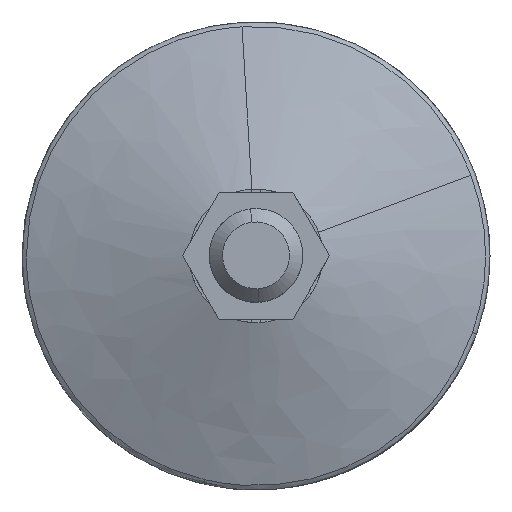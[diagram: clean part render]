
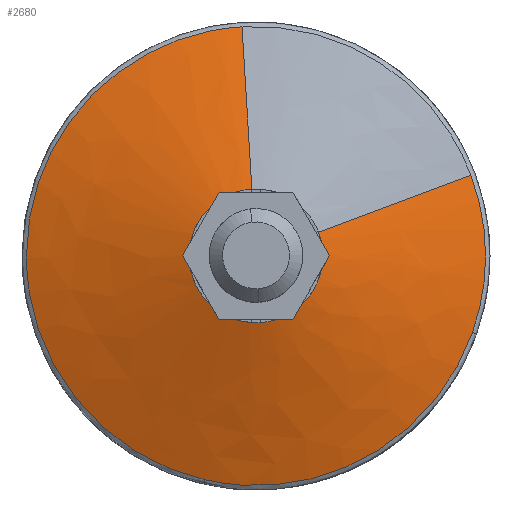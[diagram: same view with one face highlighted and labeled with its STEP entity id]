
A CAD part, top view. The second image highlights one B-rep face of the part: STEP entity #2680.
In plain terms, the highlighted free-form (B-spline) face has degree [2, 1] with [9, 2] control points.
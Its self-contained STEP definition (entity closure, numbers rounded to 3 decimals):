
#2431=CARTESIAN_POINT('',(0.61,-9.981,22.5));
#2432=VERTEX_POINT('',#2431);
#2438=CARTESIAN_POINT('',(10.0,0.0,22.5));
#2439=VERTEX_POINT('',#2438);
#2440=CARTESIAN_POINT('',(10.0,0.0,22.5));
#2441=CARTESIAN_POINT('',(10.0,-9.407,22.5));
#2442=CARTESIAN_POINT('',(0.61,-9.981,22.5));
#2450=(BOUNDED_CURVE()B_SPLINE_CURVE(2,(#2440,#2441,#2442),.UNSPECIFIED.,.F.,.U.)B_SPLINE_CURVE_WITH_KNOTS((3,3),(0.5,0.739),.UNSPECIFIED.)CURVE()GEOMETRIC_REPRESENTATION_ITEM()RATIONAL_B_SPLINE_CURVE((1.0,0.72,0.976))REPRESENTATION_ITEM(''));
#2451=EDGE_CURVE('',#2439,#2432,#2450,.T.);
#2453=CARTESIAN_POINT('',(9.361,3.516,22.5));
#2454=VERTEX_POINT('',#2453);
#2455=CARTESIAN_POINT('',(9.361,3.516,22.5));
#2456=CARTESIAN_POINT('',(10.0,1.816,22.5));
#2457=CARTESIAN_POINT('',(10.0,0.0,22.5));
#2465=(BOUNDED_CURVE()B_SPLINE_CURVE(2,(#2455,#2456,#2457),.UNSPECIFIED.,.F.,.U.)B_SPLINE_CURVE_WITH_KNOTS((3,3),(0.44,0.5),.UNSPECIFIED.)CURVE()GEOMETRIC_REPRESENTATION_ITEM()RATIONAL_B_SPLINE_CURVE((0.893,0.93,1.0))REPRESENTATION_ITEM(''));
#2466=EDGE_CURVE('',#2454,#2439,#2465,.T.);
#2468=CARTESIAN_POINT('',(-0.61,9.981,22.5));
#2469=VERTEX_POINT('',#2468);
#2485=CARTESIAN_POINT('',(-10.0,0.0,22.5));
#2486=VERTEX_POINT('',#2485);
#2487=CARTESIAN_POINT('',(-10.0,0.0,22.5));
#2488=CARTESIAN_POINT('',(-10.0,9.407,22.5));
#2489=CARTESIAN_POINT('',(-0.61,9.981,22.5));
#2497=(BOUNDED_CURVE()B_SPLINE_CURVE(2,(#2487,#2488,#2489),.UNSPECIFIED.,.F.,.U.)B_SPLINE_CURVE_WITH_KNOTS((3,3),(0.0,0.239),.UNSPECIFIED.)CURVE()GEOMETRIC_REPRESENTATION_ITEM()RATIONAL_B_SPLINE_CURVE((1.0,0.72,0.976))REPRESENTATION_ITEM(''));
#2498=EDGE_CURVE('',#2486,#2469,#2497,.T.);
#2500=CARTESIAN_POINT('',(-9.361,-3.516,22.5));
#2501=VERTEX_POINT('',#2500);
#2502=CARTESIAN_POINT('',(-9.361,-3.516,22.5));
#2503=CARTESIAN_POINT('',(-10.0,-1.816,22.5));
#2504=CARTESIAN_POINT('',(-10.0,0.0,22.5));
#2512=(BOUNDED_CURVE()B_SPLINE_CURVE(2,(#2502,#2503,#2504),.UNSPECIFIED.,.F.,.U.)B_SPLINE_CURVE_WITH_KNOTS((3,3),(0.94,1.0),.UNSPECIFIED.)CURVE()GEOMETRIC_REPRESENTATION_ITEM()RATIONAL_B_SPLINE_CURVE((0.893,0.93,1.0))REPRESENTATION_ITEM(''));
#2513=EDGE_CURVE('',#2501,#2486,#2512,.T.);
#2539=CARTESIAN_POINT('',(0.61,-9.981,22.5));
#2540=CARTESIAN_POINT('',(0.306,-10.0,22.5));
#2541=CARTESIAN_POINT('',(0.0,-10.0,22.5));
#2542=CARTESIAN_POINT('',(-6.926,-10.0,22.5));
#2543=CARTESIAN_POINT('',(-9.361,-3.516,22.5));
#2551=(BOUNDED_CURVE()B_SPLINE_CURVE(2,(#2539,#2540,#2541,#2542,#2543),.UNSPECIFIED.,.F.,.U.)B_SPLINE_CURVE_WITH_KNOTS((3,2,3),(0.739,0.75,0.94),.UNSPECIFIED.)CURVE()GEOMETRIC_REPRESENTATION_ITEM()RATIONAL_B_SPLINE_CURVE((0.976,0.988,1.0,0.777,0.893))REPRESENTATION_ITEM(''));
#2552=EDGE_CURVE('',#2432,#2501,#2551,.T.);
#2558=CARTESIAN_POINT('',(8.792,3.302,22.719));
#2559=CARTESIAN_POINT('',(9.288,1.982,22.719));
#2560=CARTESIAN_POINT('',(9.374,0.573,22.719));
#2561=CARTESIAN_POINT('',(9.947,-8.801,22.719));
#2562=CARTESIAN_POINT('',(0.573,-9.374,22.719));
#2563=CARTESIAN_POINT('',(-8.801,-9.947,22.719));
#2564=CARTESIAN_POINT('',(-9.374,-0.573,22.719));
#2565=CARTESIAN_POINT('',(-9.947,8.801,22.719));
#2566=CARTESIAN_POINT('',(-0.573,9.374,22.719));
#2567=CARTESIAN_POINT('',(32.73,12.293,13.514));
#2568=CARTESIAN_POINT('',(34.577,7.377,13.514));
#2569=CARTESIAN_POINT('',(34.897,2.134,13.514));
#2570=CARTESIAN_POINT('',(37.032,-32.763,13.514));
#2571=CARTESIAN_POINT('',(2.134,-34.897,13.514));
#2572=CARTESIAN_POINT('',(-32.763,-37.032,13.514));
#2573=CARTESIAN_POINT('',(-34.897,-2.134,13.514));
#2574=CARTESIAN_POINT('',(-37.032,32.763,13.514));
#2575=CARTESIAN_POINT('',(-2.134,34.897,13.514));
#2583=(BOUNDED_SURFACE()B_SPLINE_SURFACE(2,1,((#2558,#2567),(#2559,#2568),(#2560,#2569),(#2561,#2570),(#2562,#2571),(#2563,#2572),(#2564,#2573),(#2565,#2574),(#2566,#2575)),.UNSPECIFIED.,.F.,.F.,.U.)B_SPLINE_SURFACE_WITH_KNOTS((3,2,2,2,3),(2,2),(0.0,11.586,69.513,127.441,185.368),(0.0,27.177),.UNSPECIFIED.)GEOMETRIC_REPRESENTATION_ITEM()RATIONAL_B_SPLINE_SURFACE(((0.906,0.906),(0.941,0.941),(1.0,1.0),(0.707,0.707),(1.0,1.0),(0.707,0.707),(1.0,1.0),(0.707,0.707),(1.0,1.0)))REPRESENTATION_ITEM('')SURFACE());
#2584=ORIENTED_EDGE('',*,*,#2466,.T.);
#2585=ORIENTED_EDGE('',*,*,#2451,.T.);
#2586=ORIENTED_EDGE('',*,*,#2552,.T.);
#2587=ORIENTED_EDGE('',*,*,#2513,.T.);
#2588=ORIENTED_EDGE('',*,*,#2498,.T.);
#2589=CARTESIAN_POINT('',(-2.096,34.275,13.738));
#2590=VERTEX_POINT('',#2589);
#2591=CARTESIAN_POINT('',(-0.61,9.981,22.5));
#2592=CARTESIAN_POINT('',(-2.096,34.275,13.738));
#2593=QUASI_UNIFORM_CURVE('',1,(#2591,#2592),.UNSPECIFIED.,.F.,.U.);
#2594=EDGE_CURVE('',#2469,#2590,#2593,.T.);
#2595=ORIENTED_EDGE('',*,*,#2594,.T.);
#2596=CARTESIAN_POINT('',(-34.339,0.0,13.738));
#2597=VERTEX_POINT('',#2596);
#2598=CARTESIAN_POINT('',(-34.339,0.0,13.738));
#2599=CARTESIAN_POINT('',(-34.339,32.303,13.738));
#2600=CARTESIAN_POINT('',(-2.096,34.275,13.738));
#2608=(BOUNDED_CURVE()B_SPLINE_CURVE(2,(#2598,#2599,#2600),.UNSPECIFIED.,.F.,.U.)B_SPLINE_CURVE_WITH_KNOTS((3,3),(0.0,0.239),.UNSPECIFIED.)CURVE()GEOMETRIC_REPRESENTATION_ITEM()RATIONAL_B_SPLINE_CURVE((1.0,0.72,0.976))REPRESENTATION_ITEM(''));
#2609=EDGE_CURVE('',#2597,#2590,#2608,.T.);
#2610=ORIENTED_EDGE('',*,*,#2609,.F.);
#2611=CARTESIAN_POINT('',(-7.613,-33.484,13.738));
#2612=VERTEX_POINT('',#2611);
#2613=CARTESIAN_POINT('',(-7.613,-33.484,13.738));
#2614=CARTESIAN_POINT('',(-34.339,-27.408,13.738));
#2615=CARTESIAN_POINT('',(-34.339,0.0,13.738));
#2623=(BOUNDED_CURVE()B_SPLINE_CURVE(2,(#2613,#2614,#2615),.UNSPECIFIED.,.F.,.U.)B_SPLINE_CURVE_WITH_KNOTS((3,3),(0.788,1.0),.UNSPECIFIED.)CURVE()GEOMETRIC_REPRESENTATION_ITEM()RATIONAL_B_SPLINE_CURVE((0.925,0.752,1.0))REPRESENTATION_ITEM(''));
#2624=EDGE_CURVE('',#2612,#2597,#2623,.T.);
#2625=ORIENTED_EDGE('',*,*,#2624,.F.);
#2626=CARTESIAN_POINT('',(32.381,-11.429,13.738));
#2627=VERTEX_POINT('',#2626);
#2628=CARTESIAN_POINT('',(32.381,-11.429,13.738));
#2629=CARTESIAN_POINT('',(24.295,-34.339,13.738));
#2630=CARTESIAN_POINT('',(0.0,-34.339,13.738));
#2631=CARTESIAN_POINT('',(-3.855,-34.339,13.738));
#2632=CARTESIAN_POINT('',(-7.613,-33.484,13.738));
#2640=(BOUNDED_CURVE()B_SPLINE_CURVE(2,(#2628,#2629,#2630,#2631,#2632),.UNSPECIFIED.,.F.,.U.)B_SPLINE_CURVE_WITH_KNOTS((3,2,3),(0.557,0.75,0.788),.UNSPECIFIED.)CURVE()GEOMETRIC_REPRESENTATION_ITEM()RATIONAL_B_SPLINE_CURVE((0.897,0.773,1.0,0.956,0.925))REPRESENTATION_ITEM(''));
#2641=EDGE_CURVE('',#2627,#2612,#2640,.T.);
#2642=ORIENTED_EDGE('',*,*,#2641,.F.);
#2643=CARTESIAN_POINT('',(34.339,0.0,13.738));
#2644=VERTEX_POINT('',#2643);
#2645=CARTESIAN_POINT('',(34.339,0.0,13.738));
#2646=CARTESIAN_POINT('',(34.339,-5.882,13.738));
#2647=CARTESIAN_POINT('',(32.381,-11.429,13.738));
#2655=(BOUNDED_CURVE()B_SPLINE_CURVE(2,(#2645,#2646,#2647),.UNSPECIFIED.,.F.,.U.)B_SPLINE_CURVE_WITH_KNOTS((3,3),(0.5,0.557),.UNSPECIFIED.)CURVE()GEOMETRIC_REPRESENTATION_ITEM()RATIONAL_B_SPLINE_CURVE((1.0,0.934,0.897))REPRESENTATION_ITEM(''));
#2656=EDGE_CURVE('',#2644,#2627,#2655,.T.);
#2657=ORIENTED_EDGE('',*,*,#2656,.F.);
#2658=CARTESIAN_POINT('',(32.146,12.074,13.738));
#2659=VERTEX_POINT('',#2658);
#2660=CARTESIAN_POINT('',(32.146,12.074,13.738));
#2661=CARTESIAN_POINT('',(34.339,6.236,13.738));
#2662=CARTESIAN_POINT('',(34.339,0.0,13.738));
#2670=(BOUNDED_CURVE()B_SPLINE_CURVE(2,(#2660,#2661,#2662),.UNSPECIFIED.,.F.,.U.)B_SPLINE_CURVE_WITH_KNOTS((3,3),(0.44,0.5),.UNSPECIFIED.)CURVE()GEOMETRIC_REPRESENTATION_ITEM()RATIONAL_B_SPLINE_CURVE((0.893,0.93,1.0))REPRESENTATION_ITEM(''));
#2671=EDGE_CURVE('',#2659,#2644,#2670,.T.);
#2672=ORIENTED_EDGE('',*,*,#2671,.F.);
#2673=CARTESIAN_POINT('',(9.361,3.516,22.5));
#2674=CARTESIAN_POINT('',(32.146,12.074,13.738));
#2675=QUASI_UNIFORM_CURVE('',1,(#2673,#2674),.UNSPECIFIED.,.F.,.U.);
#2676=EDGE_CURVE('',#2454,#2659,#2675,.T.);
#2677=ORIENTED_EDGE('',*,*,#2676,.F.);
#2678=EDGE_LOOP('',(#2584,#2585,#2586,#2587,#2588,#2595,#2610,#2625,#2642,#2657,#2672,#2677));
#2679=FACE_OUTER_BOUND('',#2678,.T.);
#2680=ADVANCED_FACE('',(#2679),#2583,.T.);
